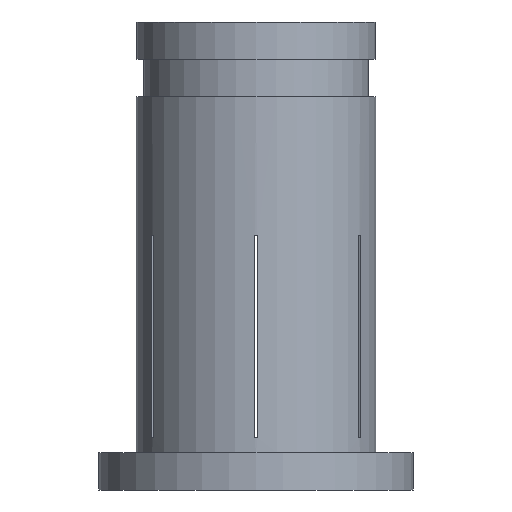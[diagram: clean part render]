
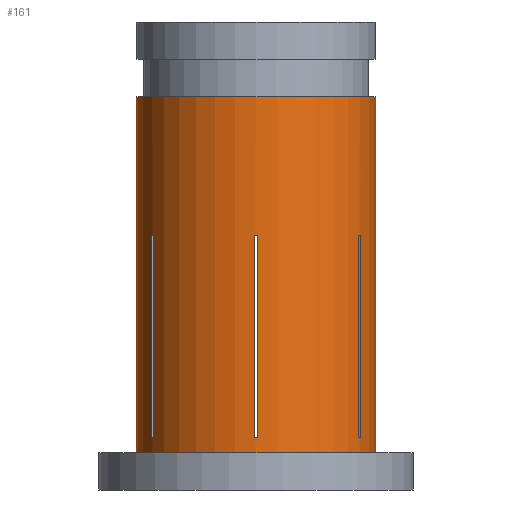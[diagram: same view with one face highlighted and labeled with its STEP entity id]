
A CAD part, front view. The second image highlights one B-rep face of the part: STEP entity #161.
In plain terms, the highlighted cylindrical face has radius 16 mm (diameter 32 mm), a partial arc.
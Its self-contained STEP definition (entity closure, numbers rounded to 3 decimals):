
#3 = CIRCLE ( 'NONE', #1052, 16. ) ;
#8 = LINE ( 'NONE', #1734, #1505 ) ;
#32 = CARTESIAN_POINT ( 'NONE',  ( -13.755, -8.173, 0. ) ) ;
#37 = VECTOR ( 'NONE', #374, 1000. ) ;
#51 = DIRECTION ( 'NONE',  ( 0., 0., -1. ) ) ;
#68 = VERTEX_POINT ( 'NONE', #801 ) ;
#81 = LINE ( 'NONE', #32, #1782 ) ;
#86 = DIRECTION ( 'NONE',  ( 0., 0., -1. ) ) ;
#130 = LINE ( 'NONE', #1796, #37 ) ;
#158 = DIRECTION ( 'NONE',  ( -1., 0., 0. ) ) ;
#161 = ADVANCED_FACE ( 'NONE', ( #1225, #1407, #1429, #1316 ), #1633, .T. ) ;
#163 = CARTESIAN_POINT ( 'NONE',  ( 0., 0., -55.5 ) ) ;
#179 = LINE ( 'NONE', #572, #515 ) ;
#205 = ORIENTED_EDGE ( 'NONE', *, *, #1757, .T. ) ;
#240 = VERTEX_POINT ( 'NONE', #1938 ) ;
#246 = EDGE_CURVE ( 'NONE', #1557, #354, #81, .T. ) ;
#265 = DIRECTION ( 'NONE',  ( 1., 0., 0. ) ) ;
#272 = CARTESIAN_POINT ( 'NONE',  ( 16., 0., 0. ) ) ;
#273 = EDGE_CURVE ( 'NONE', #2049, #1329, #130, .T. ) ;
#280 = DIRECTION ( 'NONE',  ( 0., 0., -1. ) ) ;
#324 = DIRECTION ( 'NONE',  ( 1., 0., 0. ) ) ;
#329 = VECTOR ( 'NONE', #51, 1000. ) ;
#345 = ORIENTED_EDGE ( 'NONE', *, *, #1182, .T. ) ;
#354 = VERTEX_POINT ( 'NONE', #1570 ) ;
#362 = DIRECTION ( 'NONE',  ( -1., 0., 0. ) ) ;
#364 = LINE ( 'NONE', #1117, #329 ) ;
#374 = DIRECTION ( 'NONE',  ( 0., 0., 1. ) ) ;
#378 = CARTESIAN_POINT ( 'NONE',  ( -0.2, -15.999, 0. ) ) ;
#428 = CARTESIAN_POINT ( 'NONE',  ( -13.955, -7.826, -28.5 ) ) ;
#436 = CARTESIAN_POINT ( 'NONE',  ( -16., 0., -57.5 ) ) ;
#454 = EDGE_LOOP ( 'NONE', ( #670, #868, #1089, #1432 ) ) ;
#460 = CIRCLE ( 'NONE', #1750, 16. ) ;
#468 = EDGE_CURVE ( 'NONE', #1942, #1184, #890, .T. ) ;
#476 = EDGE_CURVE ( 'NONE', #942, #748, #1018, .T. ) ;
#480 = EDGE_LOOP ( 'NONE', ( #1186, #1812, #205, #1500 ) ) ;
#484 = ORIENTED_EDGE ( 'NONE', *, *, #1462, .T. ) ;
#515 = VECTOR ( 'NONE', #1195, 1000. ) ;
#528 = CARTESIAN_POINT ( 'NONE',  ( 13.955, -7.826, -55.5 ) ) ;
#547 = AXIS2_PLACEMENT_3D ( 'NONE', #163, #1114, #1272 ) ;
#572 = CARTESIAN_POINT ( 'NONE',  ( 13.755, -8.173, 0. ) ) ;
#575 = ORIENTED_EDGE ( 'NONE', *, *, #273, .F. ) ;
#625 = DIRECTION ( 'NONE',  ( 1., 0., 0. ) ) ;
#631 = VERTEX_POINT ( 'NONE', #528 ) ;
#632 = CARTESIAN_POINT ( 'NONE',  ( 0., 0., -57.5 ) ) ;
#647 = VERTEX_POINT ( 'NONE', #1793 ) ;
#660 = ORIENTED_EDGE ( 'NONE', *, *, #246, .T. ) ;
#669 = DIRECTION ( 'NONE',  ( 0., 0., -1. ) ) ;
#670 = ORIENTED_EDGE ( 'NONE', *, *, #468, .T. ) ;
#683 = EDGE_CURVE ( 'NONE', #1329, #2062, #1040, .T. ) ;
#691 = VECTOR ( 'NONE', #1194, 1000. ) ;
#748 = VERTEX_POINT ( 'NONE', #1486 ) ;
#792 = DIRECTION ( 'NONE',  ( 1., 0., 0. ) ) ;
#801 = CARTESIAN_POINT ( 'NONE',  ( 0.2, -15.999, -28.5 ) ) ;
#807 = DIRECTION ( 'NONE',  ( 0., 0., -1. ) ) ;
#808 = LINE ( 'NONE', #378, #691 ) ;
#811 = EDGE_CURVE ( 'NONE', #1942, #647, #179, .T. ) ;
#829 = EDGE_CURVE ( 'NONE', #1243, #68, #1452, .T. ) ;
#836 = VECTOR ( 'NONE', #1387, 1000. ) ;
#837 = VERTEX_POINT ( 'NONE', #428 ) ;
#847 = ORIENTED_EDGE ( 'NONE', *, *, #683, .F. ) ;
#855 = DIRECTION ( 'NONE',  ( 0., 0., 1. ) ) ;
#868 = ORIENTED_EDGE ( 'NONE', *, *, #1961, .T. ) ;
#890 = CIRCLE ( 'NONE', #1730, 16. ) ;
#894 = CARTESIAN_POINT ( 'NONE',  ( 13.955, -7.826, 0. ) ) ;
#901 = DIRECTION ( 'NONE',  ( 0., 0., 1. ) ) ;
#917 = EDGE_CURVE ( 'NONE', #837, #240, #8, .T. ) ;
#922 = AXIS2_PLACEMENT_3D ( 'NONE', #1666, #901, #265 ) ;
#926 = CARTESIAN_POINT ( 'NONE',  ( 0.2, -15.999, -55.5 ) ) ;
#942 = VERTEX_POINT ( 'NONE', #926 ) ;
#985 = EDGE_CURVE ( 'NONE', #1927, #2062, #1754, .T. ) ;
#987 = CARTESIAN_POINT ( 'NONE',  ( 13.955, -7.826, -28.5 ) ) ;
#1008 = VECTOR ( 'NONE', #86, 1000. ) ;
#1018 = CIRCLE ( 'NONE', #547, 16. ) ;
#1025 = CARTESIAN_POINT ( 'NONE',  ( -16., 0., -10. ) ) ;
#1028 = CARTESIAN_POINT ( 'NONE',  ( 13.755, -8.173, -28.5 ) ) ;
#1040 = CIRCLE ( 'NONE', #1386, 16. ) ;
#1052 = AXIS2_PLACEMENT_3D ( 'NONE', #1121, #807, #158 ) ;
#1089 = ORIENTED_EDGE ( 'NONE', *, *, #1683, .T. ) ;
#1114 = DIRECTION ( 'NONE',  ( 0., 0., -1. ) ) ;
#1117 = CARTESIAN_POINT ( 'NONE',  ( 0.2, -15.999, 0. ) ) ;
#1121 = CARTESIAN_POINT ( 'NONE',  ( 0., 0., -55.5 ) ) ;
#1126 = ORIENTED_EDGE ( 'NONE', *, *, #985, .T. ) ;
#1168 = AXIS2_PLACEMENT_3D ( 'NONE', #1952, #1965, #362 ) ;
#1174 = CARTESIAN_POINT ( 'NONE',  ( 0., 0., -10. ) ) ;
#1182 = EDGE_CURVE ( 'NONE', #354, #240, #1697, .T. ) ;
#1184 = VERTEX_POINT ( 'NONE', #987 ) ;
#1186 = ORIENTED_EDGE ( 'NONE', *, *, #1238, .F. ) ;
#1189 = CARTESIAN_POINT ( 'NONE',  ( 16., 0., -57.5 ) ) ;
#1194 = DIRECTION ( 'NONE',  ( 0., 0., -1. ) ) ;
#1195 = DIRECTION ( 'NONE',  ( 0., 0., -1. ) ) ;
#1225 = FACE_OUTER_BOUND ( 'NONE', #1815, .T. ) ;
#1237 = DIRECTION ( 'NONE',  ( 0., 0., 1. ) ) ;
#1238 = EDGE_CURVE ( 'NONE', #1243, #748, #808, .T. ) ;
#1243 = VERTEX_POINT ( 'NONE', #1352 ) ;
#1246 = CARTESIAN_POINT ( 'NONE',  ( -13.755, -8.173, -28.5 ) ) ;
#1247 = CIRCLE ( 'NONE', #1899, 16. ) ;
#1272 = DIRECTION ( 'NONE',  ( -1., 0., 0. ) ) ;
#1307 = AXIS2_PLACEMENT_3D ( 'NONE', #1792, #1764, #1461 ) ;
#1316 = FACE_BOUND ( 'NONE', #480, .T. ) ;
#1329 = VERTEX_POINT ( 'NONE', #1025 ) ;
#1352 = CARTESIAN_POINT ( 'NONE',  ( -0.2, -15.999, -28.5 ) ) ;
#1381 = CARTESIAN_POINT ( 'NONE',  ( 16., 0., -10. ) ) ;
#1386 = AXIS2_PLACEMENT_3D ( 'NONE', #1174, #855, #1493 ) ;
#1387 = DIRECTION ( 'NONE',  ( 0., 0., 1. ) ) ;
#1407 = FACE_BOUND ( 'NONE', #454, .T. ) ;
#1419 = DIRECTION ( 'NONE',  ( 0., 0., 1. ) ) ;
#1429 = FACE_BOUND ( 'NONE', #1466, .T. ) ;
#1432 = ORIENTED_EDGE ( 'NONE', *, *, #811, .F. ) ;
#1452 = CIRCLE ( 'NONE', #922, 16. ) ;
#1461 = DIRECTION ( 'NONE',  ( 1., 0., 0. ) ) ;
#1462 = EDGE_CURVE ( 'NONE', #2049, #1927, #1247, .T. ) ;
#1466 = EDGE_LOOP ( 'NONE', ( #1686, #1909, #660, #345 ) ) ;
#1486 = CARTESIAN_POINT ( 'NONE',  ( -0.2, -15.999, -55.5 ) ) ;
#1493 = DIRECTION ( 'NONE',  ( 1., 0., 0. ) ) ;
#1500 = ORIENTED_EDGE ( 'NONE', *, *, #476, .T. ) ;
#1505 = VECTOR ( 'NONE', #280, 1000. ) ;
#1557 = VERTEX_POINT ( 'NONE', #1246 ) ;
#1570 = CARTESIAN_POINT ( 'NONE',  ( -13.755, -8.173, -55.5 ) ) ;
#1598 = DIRECTION ( 'NONE',  ( 0., 0., 1. ) ) ;
#1633 = CYLINDRICAL_SURFACE ( 'NONE', #1307, 16. ) ;
#1666 = CARTESIAN_POINT ( 'NONE',  ( 0., 0., -28.5 ) ) ;
#1670 = EDGE_CURVE ( 'NONE', #837, #1557, #460, .T. ) ;
#1683 = EDGE_CURVE ( 'NONE', #631, #647, #3, .T. ) ;
#1686 = ORIENTED_EDGE ( 'NONE', *, *, #917, .F. ) ;
#1697 = CIRCLE ( 'NONE', #1168, 16. ) ;
#1730 = AXIS2_PLACEMENT_3D ( 'NONE', #2072, #1419, #792 ) ;
#1734 = CARTESIAN_POINT ( 'NONE',  ( -13.955, -7.826, 0. ) ) ;
#1750 = AXIS2_PLACEMENT_3D ( 'NONE', #1949, #1598, #324 ) ;
#1754 = LINE ( 'NONE', #272, #836 ) ;
#1757 = EDGE_CURVE ( 'NONE', #68, #942, #364, .T. ) ;
#1764 = DIRECTION ( 'NONE',  ( 0., 0., 1. ) ) ;
#1782 = VECTOR ( 'NONE', #669, 1000. ) ;
#1792 = CARTESIAN_POINT ( 'NONE',  ( 0., 0., 0. ) ) ;
#1793 = CARTESIAN_POINT ( 'NONE',  ( 13.755, -8.173, -55.5 ) ) ;
#1796 = CARTESIAN_POINT ( 'NONE',  ( -16., 0., 0. ) ) ;
#1812 = ORIENTED_EDGE ( 'NONE', *, *, #829, .T. ) ;
#1815 = EDGE_LOOP ( 'NONE', ( #575, #484, #1126, #847 ) ) ;
#1899 = AXIS2_PLACEMENT_3D ( 'NONE', #632, #1237, #625 ) ;
#1909 = ORIENTED_EDGE ( 'NONE', *, *, #1670, .T. ) ;
#1927 = VERTEX_POINT ( 'NONE', #1189 ) ;
#1938 = CARTESIAN_POINT ( 'NONE',  ( -13.955, -7.826, -55.5 ) ) ;
#1942 = VERTEX_POINT ( 'NONE', #1028 ) ;
#1949 = CARTESIAN_POINT ( 'NONE',  ( 0., 0., -28.5 ) ) ;
#1952 = CARTESIAN_POINT ( 'NONE',  ( 0., 0., -55.5 ) ) ;
#1961 = EDGE_CURVE ( 'NONE', #1184, #631, #2002, .T. ) ;
#1965 = DIRECTION ( 'NONE',  ( 0., 0., -1. ) ) ;
#2002 = LINE ( 'NONE', #894, #1008 ) ;
#2049 = VERTEX_POINT ( 'NONE', #436 ) ;
#2062 = VERTEX_POINT ( 'NONE', #1381 ) ;
#2072 = CARTESIAN_POINT ( 'NONE',  ( 0., 0., -28.5 ) ) ;
